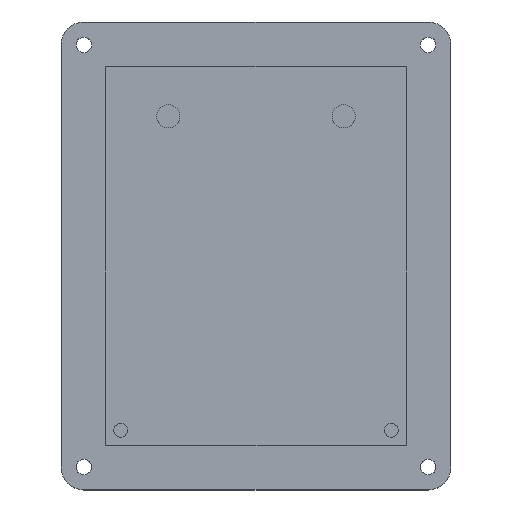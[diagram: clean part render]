
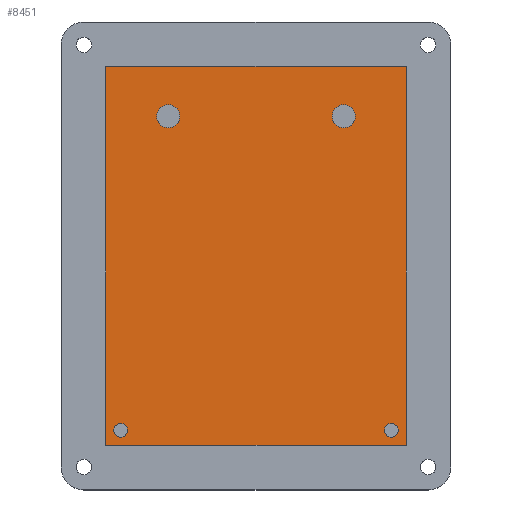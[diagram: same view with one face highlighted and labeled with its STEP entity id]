
A CAD part, top view. The second image highlights one B-rep face of the part: STEP entity #8451.
In plain terms, the highlighted planar face has unit normal (0, 0, 1).
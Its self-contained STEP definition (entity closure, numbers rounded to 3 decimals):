
#817=FACE_BOUND('',#1359,.T.);
#818=FACE_BOUND('',#1360,.T.);
#819=FACE_BOUND('',#1361,.T.);
#820=FACE_BOUND('',#1362,.T.);
#872=FACE_OUTER_BOUND('',#1358,.T.);
#1358=EDGE_LOOP('',(#5665,#5666,#5667,#5668));
#1359=EDGE_LOOP('',(#5669));
#1360=EDGE_LOOP('',(#5670));
#1361=EDGE_LOOP('',(#5671));
#1362=EDGE_LOOP('',(#5672));
#1885=CIRCLE('',#8959,2.5);
#1886=CIRCLE('',#8960,1.5);
#1887=CIRCLE('',#8961,2.5);
#1888=CIRCLE('',#8962,1.5);
#1915=LINE('',#10506,#2676);
#1918=LINE('',#10511,#2679);
#1927=LINE('',#10533,#2688);
#1928=LINE('',#10535,#2689);
#2676=VECTOR('',#9225,10.);
#2679=VECTOR('',#9230,10.);
#2688=VECTOR('',#9253,10.);
#2689=VECTOR('',#9256,10.);
#3444=VERTEX_POINT('',#10503);
#3445=VERTEX_POINT('',#10505);
#3446=VERTEX_POINT('',#10509);
#3452=VERTEX_POINT('',#10531);
#3454=VERTEX_POINT('',#10541);
#3455=VERTEX_POINT('',#10543);
#3456=VERTEX_POINT('',#10545);
#3457=VERTEX_POINT('',#10547);
#4319=EDGE_CURVE('',#3445,#3444,#1915,.T.);
#4322=EDGE_CURVE('',#3444,#3446,#1918,.T.);
#4333=EDGE_CURVE('',#3446,#3452,#1927,.T.);
#4334=EDGE_CURVE('',#3452,#3445,#1928,.T.);
#4337=EDGE_CURVE('',#3454,#3454,#1885,.T.);
#4338=EDGE_CURVE('',#3455,#3455,#1886,.T.);
#4339=EDGE_CURVE('',#3456,#3456,#1887,.T.);
#4340=EDGE_CURVE('',#3457,#3457,#1888,.T.);
#5665=ORIENTED_EDGE('',*,*,#4334,.T.);
#5666=ORIENTED_EDGE('',*,*,#4319,.T.);
#5667=ORIENTED_EDGE('',*,*,#4322,.T.);
#5668=ORIENTED_EDGE('',*,*,#4333,.T.);
#5669=ORIENTED_EDGE('',*,*,#4337,.T.);
#5670=ORIENTED_EDGE('',*,*,#4338,.T.);
#5671=ORIENTED_EDGE('',*,*,#4339,.T.);
#5672=ORIENTED_EDGE('',*,*,#4340,.T.);
#8242=PLANE('',#8958);
#8451=ADVANCED_FACE('',(#872,#817,#818,#819,#820),#8242,.T.);
#8958=AXIS2_PLACEMENT_3D('',#10540,#9262,#9263);
#8959=AXIS2_PLACEMENT_3D('',#10542,#9264,#9265);
#8960=AXIS2_PLACEMENT_3D('',#10544,#9266,#9267);
#8961=AXIS2_PLACEMENT_3D('',#10546,#9268,#9269);
#8962=AXIS2_PLACEMENT_3D('',#10548,#9270,#9271);
#9225=DIRECTION('',(0.,1.,0.));
#9230=DIRECTION('',(-1.,0.,0.));
#9253=DIRECTION('',(0.,-1.,0.));
#9256=DIRECTION('',(1.,0.,0.));
#9262=DIRECTION('center_axis',(0.,0.,1.));
#9263=DIRECTION('ref_axis',(1.,0.,0.));
#9264=DIRECTION('center_axis',(0.,0.,-1.));
#9265=DIRECTION('ref_axis',(-1.,0.,0.));
#9266=DIRECTION('center_axis',(0.,0.,-1.));
#9267=DIRECTION('ref_axis',(-1.,0.,0.));
#9268=DIRECTION('center_axis',(0.,0.,-1.));
#9269=DIRECTION('ref_axis',(-1.,0.,0.));
#9270=DIRECTION('center_axis',(0.,0.,-1.));
#9271=DIRECTION('ref_axis',(-1.,0.,0.));
#10503=CARTESIAN_POINT('',(32.8,41.3,3.));
#10505=CARTESIAN_POINT('',(32.8,-41.3,3.));
#10506=CARTESIAN_POINT('',(32.8,20.75,3.));
#10509=CARTESIAN_POINT('',(-32.8,41.3,3.));
#10511=CARTESIAN_POINT('',(-16.5,41.3,3.));
#10531=CARTESIAN_POINT('',(-32.8,-41.3,3.));
#10533=CARTESIAN_POINT('',(-32.8,-20.75,3.));
#10535=CARTESIAN_POINT('',(16.5,-41.3,3.));
#10540=CARTESIAN_POINT('Origin',(0.,0.,3.));
#10541=CARTESIAN_POINT('',(-16.63,30.459,3.));
#10542=CARTESIAN_POINT('Origin',(-19.13,30.459,3.));
#10543=CARTESIAN_POINT('',(-28.,-38.,3.));
#10544=CARTESIAN_POINT('Origin',(-29.5,-38.,3.));
#10545=CARTESIAN_POINT('',(21.63,30.459,3.));
#10546=CARTESIAN_POINT('Origin',(19.13,30.459,3.));
#10547=CARTESIAN_POINT('',(31.,-38.,3.));
#10548=CARTESIAN_POINT('Origin',(29.5,-38.,3.));
